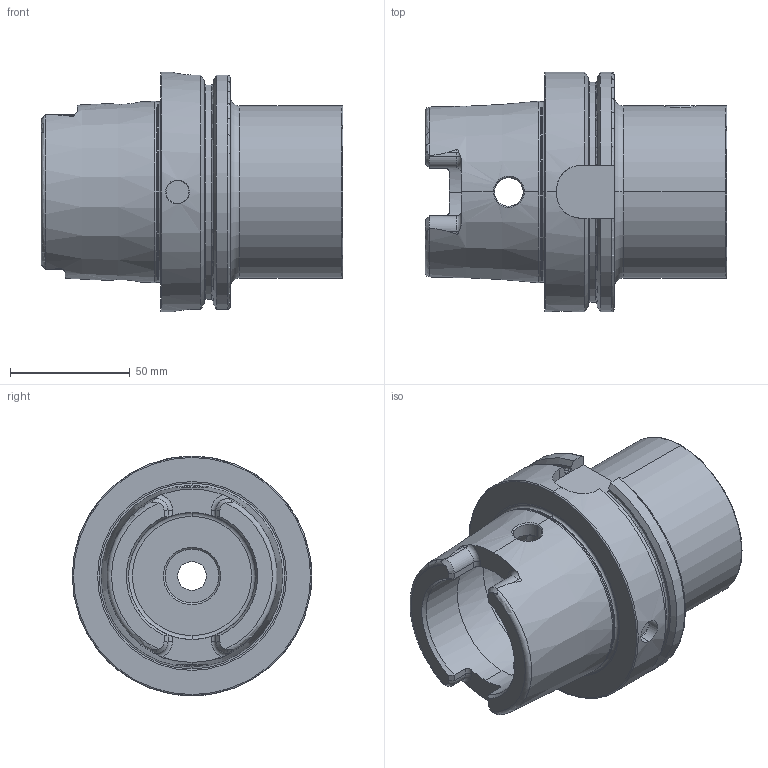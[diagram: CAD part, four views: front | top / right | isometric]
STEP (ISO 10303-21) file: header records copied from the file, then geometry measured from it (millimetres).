
FILE_DESCRIPTION (( 'STEP AP203' ), '1' );
FILE_NAME ('HA0.MB7.K01.076.STEP', '2011-12-23T10:57:30', ( 'baer' ), ( 'Hewlett-Packard Company' ), 'SwSTEP 2.0', 'SolidWorks 2011', '' );
FILE_SCHEMA (( 'CONFIG_CONTROL_DESIGN' ));
Length unit declared in the file: millimetre
Products named in the file (3): HA0-MB7.K01.076_A_Fertigbearbeitung; MB7-ER1.001.022_A; HA0.MB7.K01.076
Assembly tree (2 placements, depth 2):
  HA0.MB7.K01.076
    HA0-MB7.K01.076_A_Fertigbearbeitung
    MB7-ER1.001.022_A
Bounding box: 125.9 x 100 x 100 mm (x, y, z)
Volume: 388570.6 mm3; surface area: 67028.6 mm2
Topology: 2 solids, 2 shells, 208 faces, 534 edges, 332 vertices
Faces by surface type: cylinder 65, plane 58, cone 40, torus 39, bspline 6
Entity records: 8165 total; most frequent: CARTESIAN_POINT 2906, ORIENTED_EDGE 1064, DIRECTION 1038, EDGE_CURVE 532, AXIS2_PLACEMENT_3D 426, VERTEX_POINT 332, EDGE_LOOP 220, CIRCLE 219
